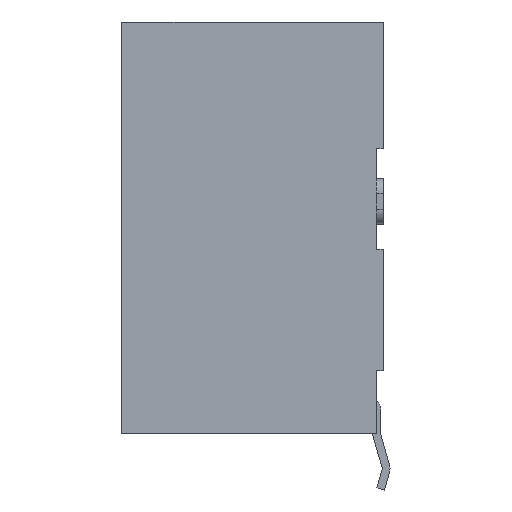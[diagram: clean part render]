
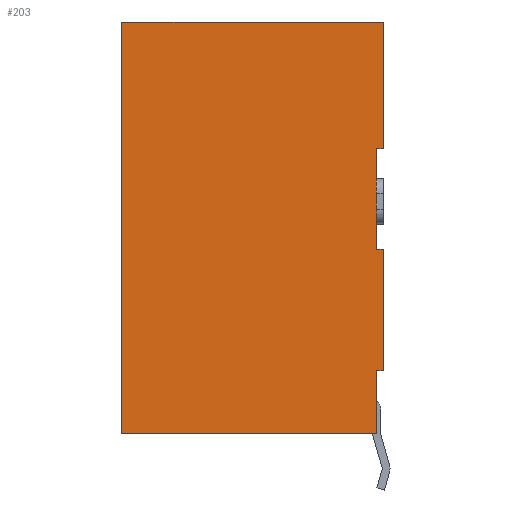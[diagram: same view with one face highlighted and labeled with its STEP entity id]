
A CAD part, left-side view. The second image highlights one B-rep face of the part: STEP entity #203.
In plain terms, the highlighted planar face has unit normal (-1, 0, 0).
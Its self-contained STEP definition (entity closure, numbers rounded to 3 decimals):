
#203 = ADVANCED_FACE ( 'NONE', ( #4757 ), #3961, .F. ) ;
#312 = ORIENTED_EDGE ( 'NONE', *, *, #1921, .F. ) ;
#328 = ORIENTED_EDGE ( 'NONE', *, *, #1728, .F. ) ;
#374 = ORIENTED_EDGE ( 'NONE', *, *, #1813, .F. ) ;
#384 = ORIENTED_EDGE ( 'NONE', *, *, #1798, .T. ) ;
#385 = ORIENTED_EDGE ( 'NONE', *, *, #1745, .F. ) ;
#387 = ORIENTED_EDGE ( 'NONE', *, *, #1755, .F. ) ;
#405 = ORIENTED_EDGE ( 'NONE', *, *, #9224, .F. ) ;
#419 = ORIENTED_EDGE ( 'NONE', *, *, #1787, .F. ) ;
#420 = ORIENTED_EDGE ( 'NONE', *, *, #1725, .T. ) ;
#422 = ORIENTED_EDGE ( 'NONE', *, *, #1786, .T. ) ;
#423 = ORIENTED_EDGE ( 'NONE', *, *, #7822, .T. ) ;
#424 = ORIENTED_EDGE ( 'NONE', *, *, #1770, .F. ) ;
#945 = CARTESIAN_POINT ( 'NONE',  ( -4.809, 12.154, 0. ) ) ;
#973 = CARTESIAN_POINT ( 'NONE',  ( -4.809, 0.654, -15.35 ) ) ;
#981 = CARTESIAN_POINT ( 'NONE',  ( -4.809, 0.954, -6.89 ) ) ;
#1003 = CARTESIAN_POINT ( 'NONE',  ( -4.809, 0.654, -10. ) ) ;
#1028 = CARTESIAN_POINT ( 'NONE',  ( -4.809, 0.954, -8.89 ) ) ;
#1030 = CARTESIAN_POINT ( 'NONE',  ( -4.809, 0.954, -15.35 ) ) ;
#1042 = CARTESIAN_POINT ( 'NONE',  ( -4.809, 0.954, -5.58 ) ) ;
#1044 = CARTESIAN_POINT ( 'NONE',  ( -4.809, 0.954, -10. ) ) ;
#1048 = CARTESIAN_POINT ( 'NONE',  ( -4.809, 0.654, -5.58 ) ) ;
#1076 = CARTESIAN_POINT ( 'NONE',  ( -4.809, 12.154, -18.1 ) ) ;
#1114 = CARTESIAN_POINT ( 'NONE',  ( -4.809, 0.954, -18.1 ) ) ;
#1139 = CARTESIAN_POINT ( 'NONE',  ( -4.809, 0.654, 0. ) ) ;
#1451 = CARTESIAN_POINT ( 'NONE',  ( -4.809, 0.804, -15.35 ) ) ;
#1452 = DIRECTION ( 'NONE',  ( 0., -1., 0. ) ) ;
#1725 = EDGE_CURVE ( 'NONE', #2241, #2276, #5672, .T. ) ;
#1728 = EDGE_CURVE ( 'NONE', #2304, #2142, #5712, .T. ) ;
#1745 = EDGE_CURVE ( 'NONE', #2234, #2242, #5704, .T. ) ;
#1755 = EDGE_CURVE ( 'NONE', #2142, #2323, #5766, .T. ) ;
#1770 = EDGE_CURVE ( 'NONE', #2241, #2264, #5737, .T. ) ;
#1786 = EDGE_CURVE ( 'NONE', #2276, #2268, #5839, .T. ) ;
#1787 = EDGE_CURVE ( 'NONE', #2261, #2334, #5820, .T. ) ;
#1798 = EDGE_CURVE ( 'NONE', #2289, #2264, #5848, .T. ) ;
#1813 = EDGE_CURVE ( 'NONE', #2323, #2268, #5912, .T. ) ;
#1921 = EDGE_CURVE ( 'NONE', #2334, #2304, #5380, .T. ) ;
#2142 = VERTEX_POINT ( 'NONE', #945 ) ;
#2234 = VERTEX_POINT ( 'NONE', #1003 ) ;
#2241 = VERTEX_POINT ( 'NONE', #981 ) ;
#2242 = VERTEX_POINT ( 'NONE', #973 ) ;
#2261 = VERTEX_POINT ( 'NONE', #1030 ) ;
#2264 = VERTEX_POINT ( 'NONE', #1028 ) ;
#2268 = VERTEX_POINT ( 'NONE', #1048 ) ;
#2276 = VERTEX_POINT ( 'NONE', #1042 ) ;
#2289 = VERTEX_POINT ( 'NONE', #1044 ) ;
#2304 = VERTEX_POINT ( 'NONE', #1076 ) ;
#2323 = VERTEX_POINT ( 'NONE', #1139 ) ;
#2334 = VERTEX_POINT ( 'NONE', #1114 ) ;
#2676 = DIRECTION ( 'NONE',  ( 0., 0., -1. ) ) ;
#2687 = CARTESIAN_POINT ( 'NONE',  ( -4.809, 0.654, -9.05 ) ) ;
#2688 = CARTESIAN_POINT ( 'NONE',  ( -4.809, 0.954, -7.79 ) ) ;
#2693 = DIRECTION ( 'NONE',  ( 0., 0., 1. ) ) ;
#2872 = CARTESIAN_POINT ( 'NONE',  ( -4.809, 6.404, -18.1 ) ) ;
#2879 = DIRECTION ( 'NONE',  ( 0., 1., 0. ) ) ;
#3172 = DIRECTION ( 'NONE',  ( 0., -1., 0. ) ) ;
#3174 = CARTESIAN_POINT ( 'NONE',  ( -4.809, 0.804, -5.58 ) ) ;
#3183 = DIRECTION ( 'NONE',  ( 0., 0., -1. ) ) ;
#3186 = CARTESIAN_POINT ( 'NONE',  ( -4.809, 0.954, -9.05 ) ) ;
#3300 = EDGE_LOOP ( 'NONE', ( #422, #374, #387, #328, #312, #419, #423, #385, #405, #384, #424, #420 ) ) ;
#3925 = CARTESIAN_POINT ( 'NONE',  ( -4.809, 6.404, -9.05 ) ) ;
#3926 = DIRECTION ( 'NONE',  ( 1., 0., 0. ) ) ;
#3928 = DIRECTION ( 'NONE',  ( 0., 0., -1. ) ) ;
#3961 = PLANE ( 'NONE',  #5220 ) ;
#4757 = FACE_OUTER_BOUND ( 'NONE', #3300, .T. ) ;
#5220 = AXIS2_PLACEMENT_3D ( 'NONE', #3925, #3926, #3928 ) ;
#5380 = LINE ( 'NONE', #2872, #5409 ) ;
#5409 = VECTOR ( 'NONE', #2879, 1000. ) ;
#5672 = LINE ( 'NONE', #8102, #5709 ) ;
#5689 = VECTOR ( 'NONE', #8090, 1000. ) ;
#5704 = LINE ( 'NONE', #8154, #5769 ) ;
#5709 = VECTOR ( 'NONE', #8097, 1000. ) ;
#5712 = LINE ( 'NONE', #8103, #5689 ) ;
#5737 = LINE ( 'NONE', #8193, #5741 ) ;
#5741 = VECTOR ( 'NONE', #8194, 1000. ) ;
#5762 = VECTOR ( 'NONE', #8162, 1000. ) ;
#5766 = LINE ( 'NONE', #8161, #5762 ) ;
#5769 = VECTOR ( 'NONE', #8155, 1000. ) ;
#5796 = VECTOR ( 'NONE', #2693, 1000. ) ;
#5820 = LINE ( 'NONE', #3186, #5853 ) ;
#5824 = VECTOR ( 'NONE', #3172, 1000. ) ;
#5839 = LINE ( 'NONE', #3174, #5824 ) ;
#5848 = LINE ( 'NONE', #2688, #5796 ) ;
#5853 = VECTOR ( 'NONE', #3183, 1000. ) ;
#5877 = VECTOR ( 'NONE', #2676, 1000. ) ;
#5912 = LINE ( 'NONE', #2687, #5877 ) ;
#6051 = DIRECTION ( 'NONE',  ( 0., -1., 0. ) ) ;
#6073 = CARTESIAN_POINT ( 'NONE',  ( -4.809, 1.029, -10. ) ) ;
#7822 = EDGE_CURVE ( 'NONE', #2261, #2242, #8749, .T. ) ;
#8090 = DIRECTION ( 'NONE',  ( 0., 0., 1. ) ) ;
#8097 = DIRECTION ( 'NONE',  ( 0., 0., 1. ) ) ;
#8102 = CARTESIAN_POINT ( 'NONE',  ( -4.809, 0.954, -7.79 ) ) ;
#8103 = CARTESIAN_POINT ( 'NONE',  ( -4.809, 12.154, -9.05 ) ) ;
#8154 = CARTESIAN_POINT ( 'NONE',  ( -4.809, 0.654, -9.05 ) ) ;
#8155 = DIRECTION ( 'NONE',  ( 0., 0., -1. ) ) ;
#8161 = CARTESIAN_POINT ( 'NONE',  ( -4.809, 6.404, 0. ) ) ;
#8162 = DIRECTION ( 'NONE',  ( 0., -1., 0. ) ) ;
#8193 = CARTESIAN_POINT ( 'NONE',  ( -4.809, 0.954, -9.05 ) ) ;
#8194 = DIRECTION ( 'NONE',  ( 0., 0., -1. ) ) ;
#8749 = LINE ( 'NONE', #1451, #8763 ) ;
#8763 = VECTOR ( 'NONE', #1452, 1000. ) ;
#8858 = LINE ( 'NONE', #6073, #8876 ) ;
#8876 = VECTOR ( 'NONE', #6051, 1000. ) ;
#9224 = EDGE_CURVE ( 'NONE', #2289, #2234, #8858, .T. ) ;
